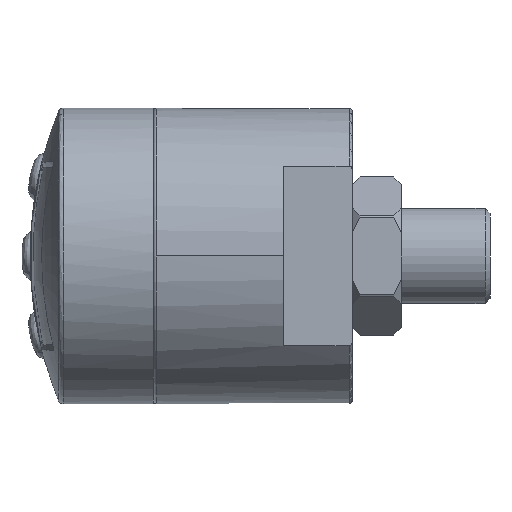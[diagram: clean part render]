
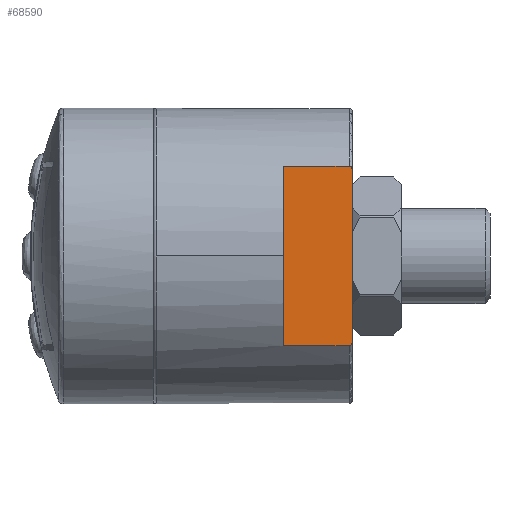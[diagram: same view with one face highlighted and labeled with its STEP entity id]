
A CAD part, front view. The second image highlights one B-rep face of the part: STEP entity #68590.
In plain terms, the highlighted planar face has unit normal (0, -1, 0).
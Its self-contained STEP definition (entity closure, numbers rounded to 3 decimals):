
#289 = ORIENTED_EDGE ( 'NONE', *, *, #12547, .F. ) ;
#4694 = CARTESIAN_POINT ( 'NONE',  ( 25.642, -11.999, 9.013 ) ) ;
#4748 = VECTOR ( 'NONE', #55807, 1000. ) ;
#5552 = CARTESIAN_POINT ( 'NONE',  ( 25.747, -11.999, -8.701 ) ) ;
#6306 = CARTESIAN_POINT ( 'NONE',  ( 25.69, -11.999, -8.927 ) ) ;
#7465 = ORIENTED_EDGE ( 'NONE', *, *, #16286, .F. ) ;
#8370 = ORIENTED_EDGE ( 'NONE', *, *, #67680, .F. ) ;
#8929 = CARTESIAN_POINT ( 'NONE',  ( 25.747, -11.999, 0. ) ) ;
#9644 = CARTESIAN_POINT ( 'NONE',  ( 22.247, -11.999, -9.132 ) ) ;
#11861 = B_SPLINE_CURVE_WITH_KNOTS ( 'NONE', 3,
 ( #68270, #28735, #16590, #44951, #39365, #4694, #45209, #16334, #68771, #56902, #34058, #74615, #22168, #62717 ),
 .UNSPECIFIED., .F., .F.,
 ( 4, 2, 2, 1, 1, 2, 2, 4 ),
 ( 0., 0.25, 0.375, 0.437, 0.469, 0.484, 0.5, 1. ),
 .UNSPECIFIED. ) ;
#12341 = B_SPLINE_CURVE_WITH_KNOTS ( 'NONE', 3,
 ( #28843, #5552, #57513, #35180, #40491, #35422, #41240, #6306, #64084, #45832, #17461, #23522, #52453, #46841 ),
 .UNSPECIFIED., .F., .F.,
 ( 4, 2, 2, 1, 1, 2, 2, 4 ),
 ( 0., 0.25, 0.375, 0.438, 0.469, 0.484, 0.5, 1. ),
 .UNSPECIFIED. ) ;
#12547 = EDGE_CURVE ( 'NONE', #19746, #19420, #12341, .T. ) ;
#16286 = EDGE_CURVE ( 'NONE', #26457, #19746, #26484, .T. ) ;
#16334 = CARTESIAN_POINT ( 'NONE',  ( 25.669, -11.999, 8.969 ) ) ;
#16590 = CARTESIAN_POINT ( 'NONE',  ( 25.533, -11.999, 9.116 ) ) ;
#17461 = CARTESIAN_POINT ( 'NONE',  ( 25.685, -11.999, -8.938 ) ) ;
#19420 = VERTEX_POINT ( 'NONE', #37367 ) ;
#19746 = VERTEX_POINT ( 'NONE', #44900 ) ;
#20591 = CARTESIAN_POINT ( 'NONE',  ( 25.747, -11.999, 8.63 ) ) ;
#22168 = CARTESIAN_POINT ( 'NONE',  ( 25.747, -11.999, 8.771 ) ) ;
#23522 = CARTESIAN_POINT ( 'NONE',  ( 25.623, -11.999, -9.068 ) ) ;
#25012 = EDGE_CURVE ( 'NONE', #65342, #74969, #71811, .T. ) ;
#25915 = VECTOR ( 'NONE', #32442, 1000. ) ;
#26457 = VERTEX_POINT ( 'NONE', #20591 ) ;
#26484 = LINE ( 'NONE', #8929, #4748 ) ;
#27509 = LINE ( 'NONE', #66774, #32965 ) ;
#28735 = CARTESIAN_POINT ( 'NONE',  ( 25.489, -11.999, 9.132 ) ) ;
#28843 = CARTESIAN_POINT ( 'NONE',  ( 25.747, -11.999, -8.63 ) ) ;
#30488 = CARTESIAN_POINT ( 'NONE',  ( 22.247, -11.999, 9.132 ) ) ;
#32442 = DIRECTION ( 'NONE',  ( -1., 0., 0. ) ) ;
#32965 = VECTOR ( 'NONE', #43700, 1000. ) ;
#33784 = CARTESIAN_POINT ( 'NONE',  ( 25.447, -11.999, 9.132 ) ) ;
#34058 = CARTESIAN_POINT ( 'NONE',  ( 25.682, -11.999, 8.944 ) ) ;
#34985 = LINE ( 'NONE', #9644, #25915 ) ;
#35180 = CARTESIAN_POINT ( 'NONE',  ( 25.72, -11.999, -8.84 ) ) ;
#35422 = CARTESIAN_POINT ( 'NONE',  ( 25.702, -11.999, -8.896 ) ) ;
#35570 = FACE_OUTER_BOUND ( 'NONE', #69996, .T. ) ;
#37367 = CARTESIAN_POINT ( 'NONE',  ( 25.447, -11.999, -9.132 ) ) ;
#39365 = CARTESIAN_POINT ( 'NONE',  ( 25.614, -11.999, 9.049 ) ) ;
#40491 = CARTESIAN_POINT ( 'NONE',  ( 25.713, -11.999, -8.864 ) ) ;
#40717 = CARTESIAN_POINT ( 'NONE',  ( 18.747, -11.999, -9.132 ) ) ;
#41240 = CARTESIAN_POINT ( 'NONE',  ( 25.696, -11.999, -8.911 ) ) ;
#43700 = DIRECTION ( 'NONE',  ( 0., 0., 1. ) ) ;
#44002 = VERTEX_POINT ( 'NONE', #40717 ) ;
#44866 = EDGE_CURVE ( 'NONE', #44002, #65342, #27509, .T. ) ;
#44900 = CARTESIAN_POINT ( 'NONE',  ( 25.747, -11.999, -8.63 ) ) ;
#44951 = CARTESIAN_POINT ( 'NONE',  ( 25.595, -11.999, 9.069 ) ) ;
#45209 = CARTESIAN_POINT ( 'NONE',  ( 25.655, -11.999, 8.994 ) ) ;
#45832 = CARTESIAN_POINT ( 'NONE',  ( 25.685, -11.999, -8.938 ) ) ;
#46841 = CARTESIAN_POINT ( 'NONE',  ( 25.447, -11.999, -9.132 ) ) ;
#47745 = ORIENTED_EDGE ( 'NONE', *, *, #59550, .F. ) ;
#47993 = DIRECTION ( 'NONE',  ( 1., 0., 0. ) ) ;
#50020 = CARTESIAN_POINT ( 'NONE',  ( 18.747, -11.999, 9.132 ) ) ;
#52453 = CARTESIAN_POINT ( 'NONE',  ( 25.532, -11.999, -9.132 ) ) ;
#55212 = CARTESIAN_POINT ( 'NONE',  ( 25.747, -11.999, 0. ) ) ;
#55807 = DIRECTION ( 'NONE',  ( 0., 0., -1. ) ) ;
#56439 = VECTOR ( 'NONE', #47993, 1000. ) ;
#56902 = CARTESIAN_POINT ( 'NONE',  ( 25.679, -11.999, 8.95 ) ) ;
#57513 = CARTESIAN_POINT ( 'NONE',  ( 25.738, -11.999, -8.762 ) ) ;
#58417 = AXIS2_PLACEMENT_3D ( 'NONE', #55212, #72881, #72142 ) ;
#59550 = EDGE_CURVE ( 'NONE', #19420, #44002, #34985, .T. ) ;
#62717 = CARTESIAN_POINT ( 'NONE',  ( 25.747, -11.999, 8.63 ) ) ;
#63979 = ORIENTED_EDGE ( 'NONE', *, *, #44866, .F. ) ;
#64084 = CARTESIAN_POINT ( 'NONE',  ( 25.687, -11.999, -8.933 ) ) ;
#65342 = VERTEX_POINT ( 'NONE', #50020 ) ;
#66774 = CARTESIAN_POINT ( 'NONE',  ( 18.747, -11.999, 9.132 ) ) ;
#66825 = PLANE ( 'NONE',  #58417 ) ;
#67511 = ORIENTED_EDGE ( 'NONE', *, *, #25012, .F. ) ;
#67680 = EDGE_CURVE ( 'NONE', #74969, #26457, #11861, .T. ) ;
#68270 = CARTESIAN_POINT ( 'NONE',  ( 25.447, -11.999, 9.132 ) ) ;
#68590 = ADVANCED_FACE ( 'NONE', ( #35570 ), #66825, .F. ) ;
#68771 = CARTESIAN_POINT ( 'NONE',  ( 25.675, -11.999, 8.957 ) ) ;
#69996 = EDGE_LOOP ( 'NONE', ( #8370, #67511, #63979, #47745, #289, #7465 ) ) ;
#71811 = LINE ( 'NONE', #30488, #56439 ) ;
#72142 = DIRECTION ( 'NONE',  ( 1., 0., 0. ) ) ;
#72881 = DIRECTION ( 'NONE',  ( 0., 1., 0. ) ) ;
#74615 = CARTESIAN_POINT ( 'NONE',  ( 25.714, -11.999, 8.876 ) ) ;
#74969 = VERTEX_POINT ( 'NONE', #33784 ) ;
